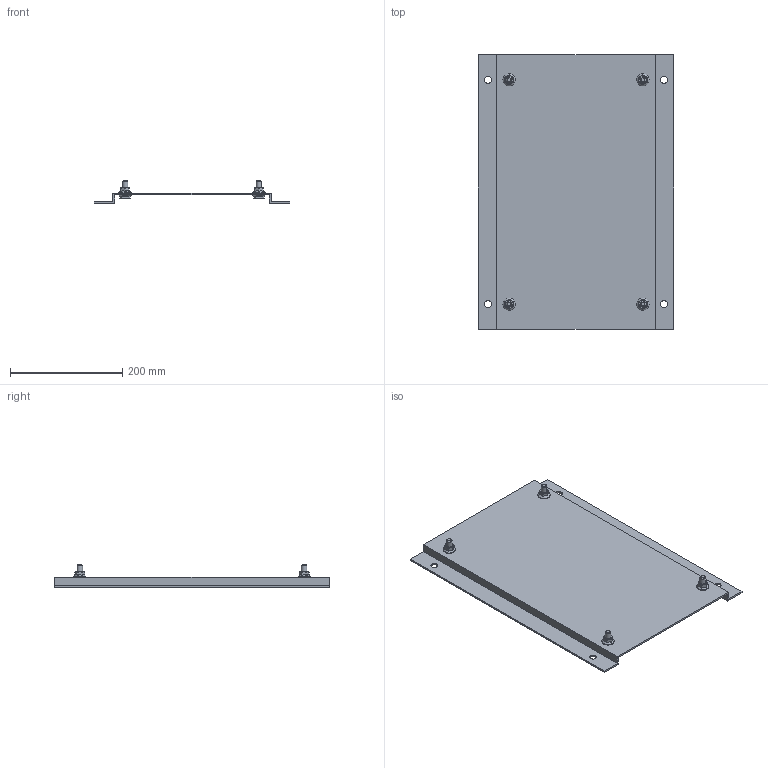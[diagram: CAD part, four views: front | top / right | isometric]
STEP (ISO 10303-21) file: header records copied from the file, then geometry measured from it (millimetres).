
FILE_DESCRIPTION(/* description */ ('Unknown'),/* implementation_level */ '2;1');
FILE_NAME(/* name */ '856001',/* time_stamp */ '2017-12-14T16:04:37+01:00',/* author */ ('Unknown'),/* organization */ ('Unknown'),/* preprocessor_version */ 'ST-DEVELOPER v16.7',/* originating_system */ 'DEX',/* authorisation */ $);
FILE_SCHEMA (('AUTOMOTIVE_DESIGN {1 0 10303 214 3 1 1}'));
Length unit declared in the file: millimetre
Products named in the file (6): 856001; KC453; F820; M085_1; KC453_753_755_Saldatura d'angolo 1; M331
Assembly tree (10 placements, depth 3):
  856001
    KC453
      F820
      M085_1  x4
    M331  x4
  KC453_753_755_Saldatura d'angolo 1
Bounding box: 347 x 488 x 40 mm (x, y, z)
Volume: 570818.1 mm3; surface area: 386446 mm2
Topology: 13 solids, 13 shells, 250 faces, 576 edges, 340 vertices
Faces by surface type: plane 146, cone 44, cylinder 32, bspline 24, torus 4
Full cylindrical faces by diameter (mm): 8.16 x4, 8.5 x4, 10 x8, 10.5 x4, 12.5 x4, 14.63 x4, 21.8 x4
Entity records: 5272 total; most frequent: CARTESIAN_POINT 1978, ORIENTED_EDGE 570, DIRECTION 524, EDGE_CURVE 285, LINE 198, VECTOR 198, VERTEX_POINT 183, EDGE_LOOP 182
